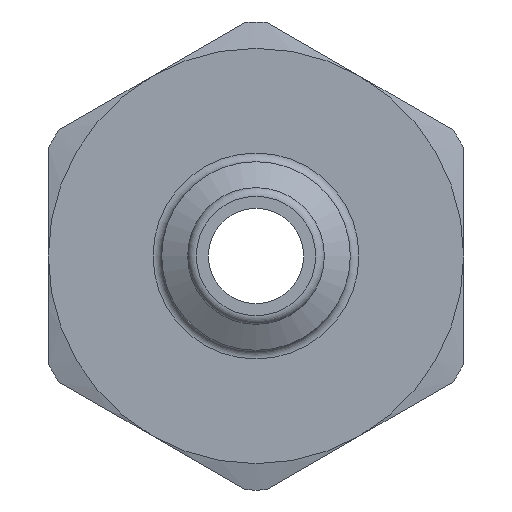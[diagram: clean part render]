
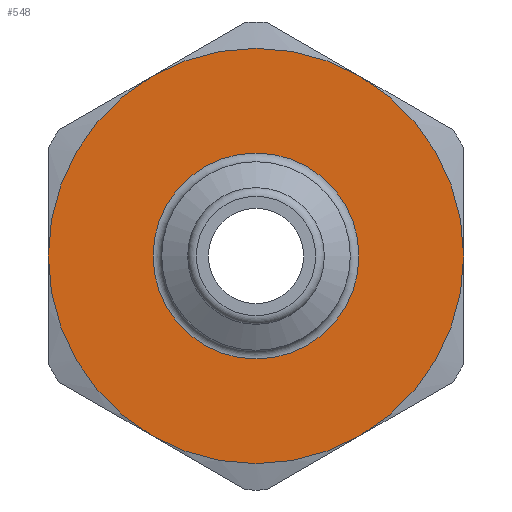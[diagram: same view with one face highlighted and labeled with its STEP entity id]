
A CAD part, left-side view. The second image highlights one B-rep face of the part: STEP entity #548.
In plain terms, the highlighted planar face has unit normal (-1, 0, 0).
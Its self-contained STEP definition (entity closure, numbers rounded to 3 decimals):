
#80=PLANE('',#612);
#97=FACE_BOUND('',#164,.T.);
#114=FACE_OUTER_BOUND('',#163,.T.);
#163=EDGE_LOOP('',(#394,#395,#396,#397,#398,#399));
#164=EDGE_LOOP('',(#400));
#219=CIRCLE('',#610,5.95);
#220=CIRCLE('',#613,12.);
#221=CIRCLE('',#614,12.);
#222=CIRCLE('',#615,12.);
#223=CIRCLE('',#616,12.);
#224=CIRCLE('',#617,12.);
#225=CIRCLE('',#618,12.);
#259=VERTEX_POINT('',#882);
#260=VERTEX_POINT('',#886);
#261=VERTEX_POINT('',#887);
#262=VERTEX_POINT('',#889);
#263=VERTEX_POINT('',#891);
#264=VERTEX_POINT('',#893);
#265=VERTEX_POINT('',#895);
#311=EDGE_CURVE('',#259,#259,#219,.T.);
#312=EDGE_CURVE('',#260,#261,#220,.T.);
#313=EDGE_CURVE('',#262,#260,#221,.T.);
#314=EDGE_CURVE('',#263,#262,#222,.T.);
#315=EDGE_CURVE('',#264,#263,#223,.T.);
#316=EDGE_CURVE('',#265,#264,#224,.T.);
#317=EDGE_CURVE('',#261,#265,#225,.T.);
#394=ORIENTED_EDGE('',*,*,#312,.F.);
#395=ORIENTED_EDGE('',*,*,#313,.F.);
#396=ORIENTED_EDGE('',*,*,#314,.F.);
#397=ORIENTED_EDGE('',*,*,#315,.F.);
#398=ORIENTED_EDGE('',*,*,#316,.F.);
#399=ORIENTED_EDGE('',*,*,#317,.F.);
#400=ORIENTED_EDGE('',*,*,#311,.F.);
#548=ADVANCED_FACE('',(#114,#97),#80,.T.);
#610=AXIS2_PLACEMENT_3D('',#883,#714,#715);
#612=AXIS2_PLACEMENT_3D('',#885,#718,#719);
#613=AXIS2_PLACEMENT_3D('',#888,#720,#721);
#614=AXIS2_PLACEMENT_3D('',#890,#722,#723);
#615=AXIS2_PLACEMENT_3D('',#892,#724,#725);
#616=AXIS2_PLACEMENT_3D('',#894,#726,#727);
#617=AXIS2_PLACEMENT_3D('',#896,#728,#729);
#618=AXIS2_PLACEMENT_3D('',#897,#730,#731);
#714=DIRECTION('center_axis',(-1.,0.,0.));
#715=DIRECTION('ref_axis',(0.,-1.,0.));
#718=DIRECTION('center_axis',(-1.,0.,0.));
#719=DIRECTION('ref_axis',(0.,0.,1.));
#720=DIRECTION('center_axis',(1.,0.,0.));
#721=DIRECTION('ref_axis',(0.,0.,-1.));
#722=DIRECTION('center_axis',(1.,0.,0.));
#723=DIRECTION('ref_axis',(0.,0.,-1.));
#724=DIRECTION('center_axis',(1.,0.,0.));
#725=DIRECTION('ref_axis',(0.,0.,-1.));
#726=DIRECTION('center_axis',(1.,0.,0.));
#727=DIRECTION('ref_axis',(0.,0.,-1.));
#728=DIRECTION('center_axis',(1.,0.,0.));
#729=DIRECTION('ref_axis',(0.,0.,-1.));
#730=DIRECTION('center_axis',(1.,0.,0.));
#731=DIRECTION('ref_axis',(0.,0.,-1.));
#882=CARTESIAN_POINT('',(22.,5.95,0.));
#883=CARTESIAN_POINT('Origin',(22.,0.,0.));
#885=CARTESIAN_POINT('Origin',(22.,12.,0.));
#886=CARTESIAN_POINT('',(22.,12.,0.));
#887=CARTESIAN_POINT('',(22.,6.,10.392));
#888=CARTESIAN_POINT('Origin',(22.,0.,0.));
#889=CARTESIAN_POINT('',(22.,6.,-10.392));
#890=CARTESIAN_POINT('Origin',(22.,0.,0.));
#891=CARTESIAN_POINT('',(22.,-6.,-10.392));
#892=CARTESIAN_POINT('Origin',(22.,0.,0.));
#893=CARTESIAN_POINT('',(22.,-12.,0.));
#894=CARTESIAN_POINT('Origin',(22.,0.,0.));
#895=CARTESIAN_POINT('',(22.,-6.,10.392));
#896=CARTESIAN_POINT('Origin',(22.,0.,0.));
#897=CARTESIAN_POINT('Origin',(22.,0.,0.));
